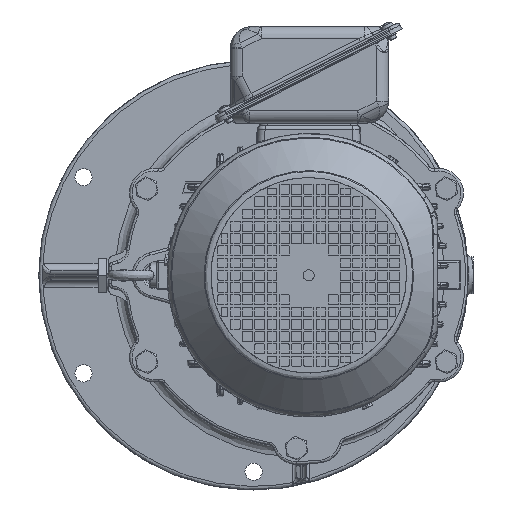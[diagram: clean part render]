
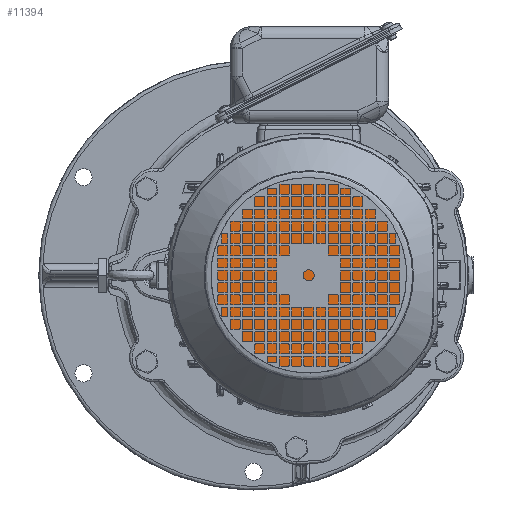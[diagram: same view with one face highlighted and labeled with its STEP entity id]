
A CAD part, left-side view. The second image highlights one B-rep face of the part: STEP entity #11394.
In plain terms, the highlighted planar face has unit normal (-1, 0, 0).
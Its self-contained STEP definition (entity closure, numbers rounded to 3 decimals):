
#3941 = CARTESIAN_POINT ( 'NONE',  ( -240., -102.52, -31.416 ) ) ;
#4819 = CARTESIAN_POINT ( 'NONE',  ( -240., -83.455, -64.431 ) ) ;
#6550 = CARTESIAN_POINT ( 'NONE',  ( -240., 86.872, -12.763 ) ) ;
#7417 = CARTESIAN_POINT ( 'NONE',  ( -240., 38.862, -84.614 ) ) ;
#8273 = CARTESIAN_POINT ( 'NONE',  ( -240., 2.763, 96.872 ) ) ;
#11394 = ADVANCED_FACE ( 'NONE', ( #125062 ), #165712, .T. ) ;
#11755 = CARTESIAN_POINT ( 'NONE',  ( -240., -97.636, 43.207 ) ) ;
#17225 = CARTESIAN_POINT ( 'NONE',  ( -240., -107.5, -6.381 ) ) ;
#19825 = CARTESIAN_POINT ( 'NONE',  ( -240., -106.872, -12.763 ) ) ;
#20675 = CARTESIAN_POINT ( 'NONE',  ( -240., 84.382, 25.28 ) ) ;
#23270 = CARTESIAN_POINT ( 'NONE',  ( -240., -22.763, 96.872 ) ) ;
#25006 = CARTESIAN_POINT ( 'NONE',  ( -240., -106.872, 12.763 ) ) ;
#29348 = VERTEX_POINT ( 'NONE', #96539 ) ;
#31364 = DIRECTION ( 'NONE',  ( -1., 0., 0. ) ) ;
#32202 = CARTESIAN_POINT ( 'NONE',  ( -240., 67.523, -59.474 ) ) ;
#33064 = CARTESIAN_POINT ( 'NONE',  ( -240., -58.862, -84.614 ) ) ;
#33917 = CARTESIAN_POINT ( 'NONE',  ( -240., 49.474, -77.523 ) ) ;
#34773 = CARTESIAN_POINT ( 'NONE',  ( -240., -87.523, 59.474 ) ) ;
#36520 = CARTESIAN_POINT ( 'NONE',  ( -240., -58.862, 84.614 ) ) ;
#38248 = CARTESIAN_POINT ( 'NONE',  ( -240., -74.431, 73.455 ) ) ;
#43687 = CARTESIAN_POINT ( 'NONE',  ( -240., 87.5, -6.381 ) ) ;
#44575 = CARTESIAN_POINT ( 'NONE',  ( -240., -22.763, -96.872 ) ) ;
#44604 = CARTESIAN_POINT ( 'NONE',  ( -240., 89., 0. ) ) ;
#45455 = CARTESIAN_POINT ( 'NONE',  ( -240., 63.455, 64.431 ) ) ;
#47175 = CARTESIAN_POINT ( 'NONE',  ( -240., 21.416, -92.52 ) ) ;
#48030 = CARTESIAN_POINT ( 'NONE',  ( -240., -102.52, 31.416 ) ) ;
#57838 = CARTESIAN_POINT ( 'NONE',  ( -240., -16.381, -97.5 ) ) ;
#58725 = CARTESIAN_POINT ( 'NONE',  ( -240., 82.52, 31.416 ) ) ;
#59603 = CARTESIAN_POINT ( 'NONE',  ( -240., -97.636, -43.207 ) ) ;
#60470 = CARTESIAN_POINT ( 'NONE',  ( -240., 86.872, 12.763 ) ) ;
#64786 = CARTESIAN_POINT ( 'NONE',  ( -240., -104.382, 25.28 ) ) ;
#65618 = ORIENTED_EDGE ( 'NONE', *, *, #104528, .F. ) ;
#71991 = CARTESIAN_POINT ( 'NONE',  ( -240., -35.28, -94.382 ) ) ;
#72865 = CARTESIAN_POINT ( 'NONE',  ( -240., 77.636, -43.207 ) ) ;
#73719 = CARTESIAN_POINT ( 'NONE',  ( -240., -41.416, -92.52 ) ) ;
#74577 = CARTESIAN_POINT ( 'NONE',  ( -240., 67.523, 59.474 ) ) ;
#76311 = CARTESIAN_POINT ( 'NONE',  ( -240., -41.416, 92.52 ) ) ;
#77172 = CARTESIAN_POINT ( 'NONE',  ( -240., -83.455, 64.431 ) ) ;
#83102 = AXIS2_PLACEMENT_3D ( 'NONE', #44604, #31364, #85295 ) ;
#85272 = CARTESIAN_POINT ( 'NONE',  ( -240., 63.455, -64.431 ) ) ;
#85295 = DIRECTION ( 'NONE',  ( 0., -1., 0. ) ) ;
#86129 = CARTESIAN_POINT ( 'NONE',  ( -240., 33.207, 87.636 ) ) ;
#89575 = CARTESIAN_POINT ( 'NONE',  ( -240., -35.28, 94.382 ) ) ;
#96539 = CARTESIAN_POINT ( 'NONE',  ( -240., -107.5, 0. ) ) ;
#97644 = CARTESIAN_POINT ( 'NONE',  ( -240., 49.474, 77.523 ) ) ;
#99393 = CARTESIAN_POINT ( 'NONE',  ( -240., -74.431, -73.455 ) ) ;
#100256 = CARTESIAN_POINT ( 'NONE',  ( -240., -94.614, -48.862 ) ) ;
#101109 = CARTESIAN_POINT ( 'NONE',  ( -240., 54.431, 73.455 ) ) ;
#104528 = EDGE_CURVE ( 'NONE', #29348, #29348, #105224, .T. ) ;
#105224 = B_SPLINE_CURVE_WITH_KNOTS ( 'NONE', 3,
 ( #138318, #17225, #19825, #125035, #3941, #59603, #100256, #165685, #4819, #99393, #152467, #33064, #153330, #73719, #71991, #44575, #57838, #127647, #111807, #155044, #47175, #113547, #7417, #33917, #168301, #85272, #32202, #141780, #72865, #164805, #139202, #6550, #43687, #125923, #60470, #20675, #58725, #112682, #166566, #74577, #45455, #101109, #97644, #151564, #86129, #140075, #126793, #8273, #157616, #116990, #23270, #89575, #76311, #132853, #36520, #143521, #38248, #77172, #34773, #169149, #11755, #48030, #64786, #25006, #144383, #117844 ),
 .UNSPECIFIED., .T., .F.,
 ( 4, 2, 2, 2, 2, 2, 2, 2, 2, 2, 2, 2, 2, 2, 2, 2, 2, 2, 2, 2, 2, 2, 2, 2, 2, 2, 2, 2, 2, 2, 2, 2, 4 ),
 ( 0., 0.031, 0.063, 0.094, 0.125, 0.156, 0.188, 0.219, 0.25, 0.281, 0.313, 0.344, 0.375, 0.406, 0.437, 0.469, 0.5, 0.531, 0.562, 0.594, 0.625, 0.656, 0.688, 0.719, 0.75, 0.781, 0.813, 0.844, 0.875, 0.906, 0.938, 0.969, 1. ),
 .UNSPECIFIED. ) ;
#111807 = CARTESIAN_POINT ( 'NONE',  ( -240., 2.763, -96.872 ) ) ;
#112682 = CARTESIAN_POINT ( 'NONE',  ( -240., 77.636, 43.207 ) ) ;
#113547 = CARTESIAN_POINT ( 'NONE',  ( -240., 33.207, -87.636 ) ) ;
#116990 = CARTESIAN_POINT ( 'NONE',  ( -240., -16.381, 97.5 ) ) ;
#117844 = CARTESIAN_POINT ( 'NONE',  ( -240., -107.5, 0. ) ) ;
#119529 = EDGE_LOOP ( 'NONE', ( #65618 ) ) ;
#125035 = CARTESIAN_POINT ( 'NONE',  ( -240., -104.382, -25.28 ) ) ;
#125062 = FACE_OUTER_BOUND ( 'NONE', #119529, .T. ) ;
#125923 = CARTESIAN_POINT ( 'NONE',  ( -240., 87.5, 6.381 ) ) ;
#126793 = CARTESIAN_POINT ( 'NONE',  ( -240., 15.28, 94.382 ) ) ;
#127647 = CARTESIAN_POINT ( 'NONE',  ( -240., -3.619, -97.5 ) ) ;
#132853 = CARTESIAN_POINT ( 'NONE',  ( -240., -53.207, 87.636 ) ) ;
#138318 = CARTESIAN_POINT ( 'NONE',  ( -240., -107.5, 0. ) ) ;
#139202 = CARTESIAN_POINT ( 'NONE',  ( -240., 84.382, -25.28 ) ) ;
#140075 = CARTESIAN_POINT ( 'NONE',  ( -240., 21.416, 92.52 ) ) ;
#141780 = CARTESIAN_POINT ( 'NONE',  ( -240., 74.614, -48.862 ) ) ;
#143521 = CARTESIAN_POINT ( 'NONE',  ( -240., -69.474, 77.523 ) ) ;
#144383 = CARTESIAN_POINT ( 'NONE',  ( -240., -107.5, 6.381 ) ) ;
#151564 = CARTESIAN_POINT ( 'NONE',  ( -240., 38.862, 84.614 ) ) ;
#152467 = CARTESIAN_POINT ( 'NONE',  ( -240., -69.474, -77.523 ) ) ;
#153330 = CARTESIAN_POINT ( 'NONE',  ( -240., -53.207, -87.636 ) ) ;
#155044 = CARTESIAN_POINT ( 'NONE',  ( -240., 15.28, -94.382 ) ) ;
#157616 = CARTESIAN_POINT ( 'NONE',  ( -240., -3.619, 97.5 ) ) ;
#164805 = CARTESIAN_POINT ( 'NONE',  ( -240., 82.52, -31.416 ) ) ;
#165685 = CARTESIAN_POINT ( 'NONE',  ( -240., -87.523, -59.474 ) ) ;
#165712 = PLANE ( 'NONE',  #83102 ) ;
#166566 = CARTESIAN_POINT ( 'NONE',  ( -240., 74.614, 48.862 ) ) ;
#168301 = CARTESIAN_POINT ( 'NONE',  ( -240., 54.431, -73.455 ) ) ;
#169149 = CARTESIAN_POINT ( 'NONE',  ( -240., -94.614, 48.862 ) ) ;
